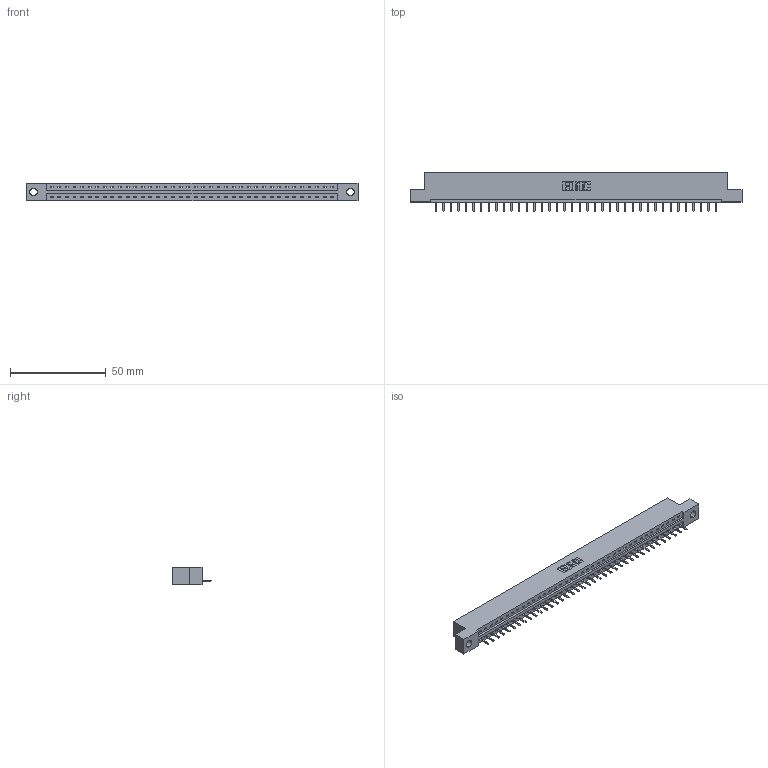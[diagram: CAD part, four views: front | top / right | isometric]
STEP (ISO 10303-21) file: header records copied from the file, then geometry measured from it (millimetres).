
FILE_DESCRIPTION (( 'STEP AP203' ), '1' );
FILE_NAME ('337-038-520-104.STEP', '2019-10-01T16:25:03', ( '' ), ( '' ), 'SwSTEP 2.0', 'SolidWorks 2016', '' );
FILE_SCHEMA (( 'CONFIG_CONTROL_DESIGN' ));
Length unit declared in the file: inch
Products named in the file (3): 337 Part_Flush Mounting Lugs - 0.156 Dia-TH; 337-038-520-104; 345-292-001_345-293-120
Assembly tree (39 placements, depth 2):
  337-038-520-104
    337 Part_Flush Mounting Lugs - 0.156 Dia-TH
    345-292-001_345-293-120  x38
Bounding box: 173.58 x 20.02 x 9.4 mm (x, y, z)
Volume: 17793.9 mm3; surface area: 17767 mm2
Topology: 39 solids, 39 shells, 2622 faces, 7759 edges, 5070 vertices
Faces by surface type: plane 1894, cylinder 728
Entity records: 28881 total; most frequent: CARTESIAN_POINT 5048, ORIENTED_EDGE 5010, DIRECTION 4245, EDGE_CURVE 2505, VECTOR 2373, LINE 2373, VERTEX_POINT 1666, AXIS2_PLACEMENT_3D 936
